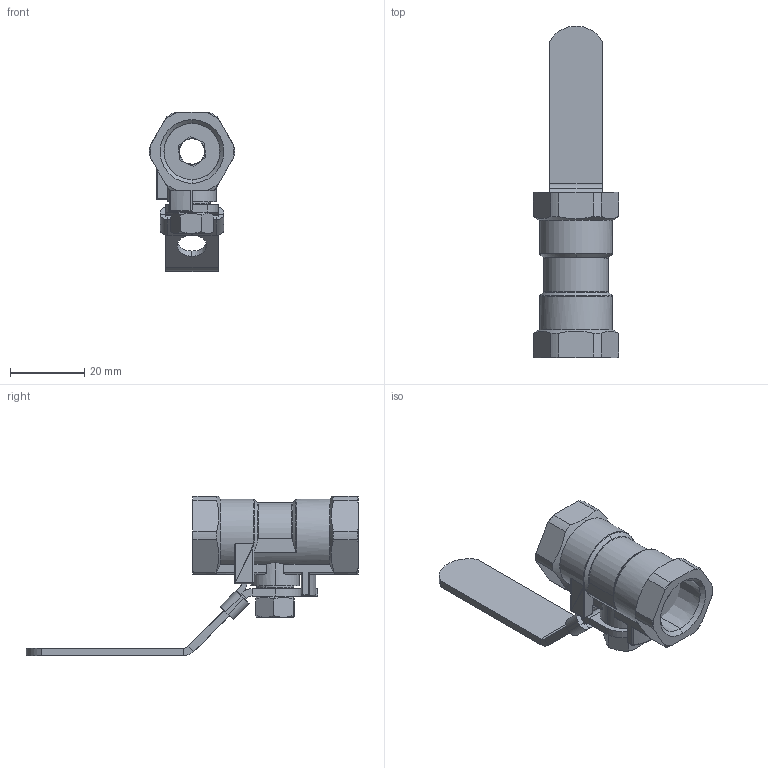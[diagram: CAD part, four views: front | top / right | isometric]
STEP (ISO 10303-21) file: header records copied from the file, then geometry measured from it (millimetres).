
FILE_DESCRIPTION (( 'STEP AP203' ), '1' );
FILE_NAME ('RV-1N 八分之三.STEP', '2020-09-04T01:31:34', ( '' ), ( '' ), 'SwSTEP 2.0', 'SolidWorks 2018', '' );
FILE_SCHEMA (( 'CONFIG_CONTROL_DESIGN' ));
Length unit declared in the file: millimetre
Products named in the file (13): hex nuts, style 2-grades ab gb_GB_HEXAGON_TYPE13 M6 Normal Style-N; 佪黑; 概裝; 一片式球阀  - 球; 沓蹋; 砦芢菜; RV-1N  湮概釱; 癹弇坶; 苤概釱; 忒梟; 揤杶; 八分之三  体加工图; RV-1N  八分之三
Assembly tree (12 placements, depth 2):
  RV-1N  八分之三
    八分之三  体加工图
    苤概釱
    概裝
    砦芢菜
    一片式球阀  - 球
    RV-1N  湮概釱
    佪黑
    沓蹋
    揤杶
    忒梟
    癹弇坶
    hex nuts, style 2-grades ab gb_GB_HEXAGON_TYPE13 M6 Normal Style-N
Bounding box: 22.99 x 89.27 x 42.8 mm (x, y, z)
Volume: 13523.9 mm3; surface area: 13008.3 mm2
Topology: 12 solids, 12 shells, 585 faces, 1459 edges, 923 vertices
Faces by surface type: plane 233, cylinder 131, bspline 108, cone 90, torus 13, sphere 10
Entity records: 25617 total; most frequent: CARTESIAN_POINT 11021, ORIENTED_EDGE 2898, DIRECTION 2456, EDGE_CURVE 1449, VERTEX_POINT 919, AXIS2_PLACEMENT_3D 861, VECTOR 734, LINE 734
